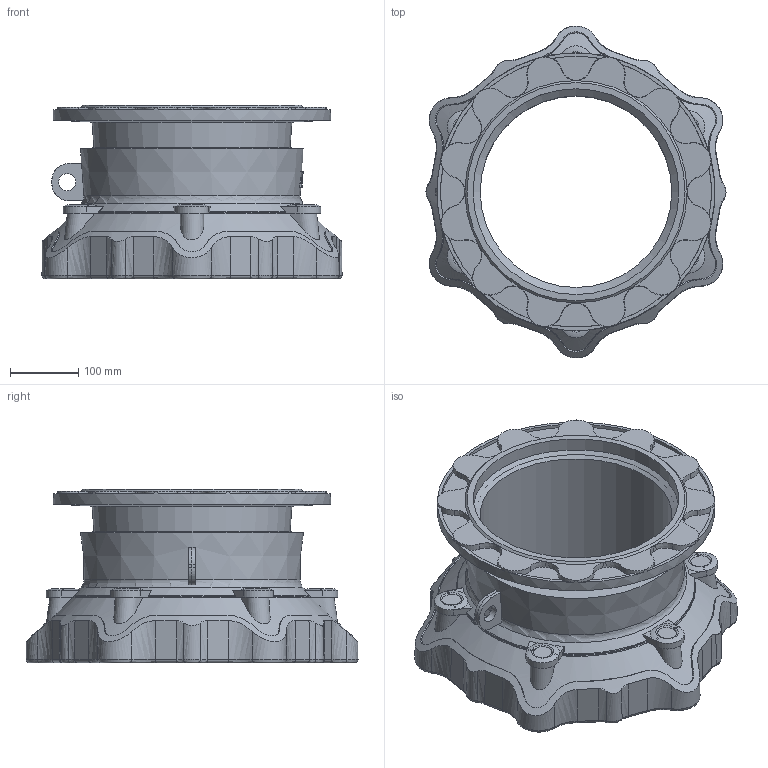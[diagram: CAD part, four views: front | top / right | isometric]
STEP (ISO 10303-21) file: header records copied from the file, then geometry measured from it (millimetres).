
FILE_DESCRIPTION (( 'STEP AP203' ), '1' );
FILE_NAME ('O_633_00_DN250_AA1_step.step', '2016-05-19T07:54:19', ( 'Windows User' ), ( 'AVK' ), 'SwSTEP 2.0', 'SolidWorks 2012', '' );
FILE_SCHEMA (( 'CONFIG_CONTROL_DESIGN' ));
Length unit declared in the file: millimetre
Products named in the file (1): O_633_00_DN250_AA1_step
Bounding box: 438.73 x 485.42 x 254.31 mm (x, y, z)
Volume: 10447953.5 mm3; surface area: 815857.6 mm2
Topology: 1 solids, 1 shells, 456 faces, 1170 edges, 720 vertices
Faces by surface type: bspline 193, plane 117, cone 90, cylinder 31, torus 25
Full cylindrical faces by diameter (mm): 25 x1, 280 x1, 301 x2, 406 x1
Entity records: 29480 total; most frequent: CARTESIAN_POINT 20276, ORIENTED_EDGE 2294, DIRECTION 1460, EDGE_CURVE 1147, VERTEX_POINT 714, AXIS2_PLACEMENT_3D 628, EDGE_LOOP 479, FACE_OUTER_BOUND 462
